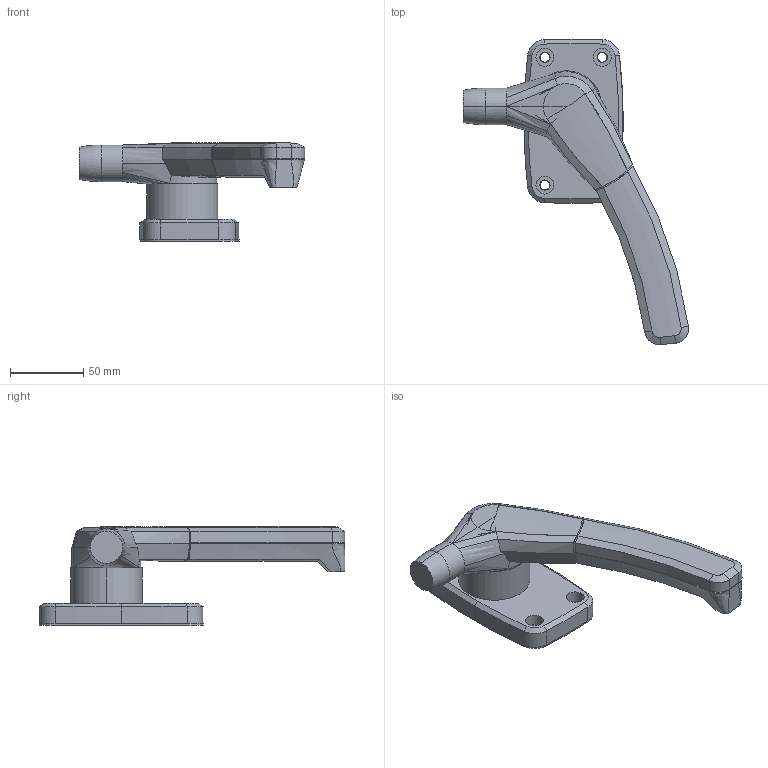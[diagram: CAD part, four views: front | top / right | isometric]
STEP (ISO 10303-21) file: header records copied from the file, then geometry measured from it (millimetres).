
FILE_DESCRIPTION (( 'STEP AP203' ), '1' );
FILE_NAME ('FA-841-R.STEP', '2011-03-07T02:35:27', ( ' ' ), ( ' ' ), 'SwSTEP 2.0', 'SolidWorks 2007', '' );
FILE_SCHEMA (( 'CONFIG_CONTROL_DESIGN' ));
Length unit declared in the file: millimetre
Products named in the file (4): FA-841僷僢僉儞_棉太倌; FA-841-R; FA-841僴儞僪儖R_岞奐梡; FA-841台座R_公開用
Assembly tree (3 placements, depth 2):
  FA-841-R
    FA-841台座R_公開用
    FA-841僴儞僪儖R_岞奐梡
    FA-841僷僢僉儞_棉太倌
Bounding box: 153.33 x 208.2 x 67 mm (x, y, z)
Volume: 114300.1 mm3; surface area: 74728.4 mm2
Topology: 2 solids, 4 shells, 189 faces, 486 edges, 315 vertices
Faces by surface type: cylinder 90, plane 47, bspline 25, cone 19, torus 6, sphere 2
Entity records: 12074 total; most frequent: CARTESIAN_POINT 7143, ORIENTED_EDGE 966, DIRECTION 914, EDGE_CURVE 485, AXIS2_PLACEMENT_3D 371, VERTEX_POINT 315, EDGE_LOOP 221, CIRCLE 200
